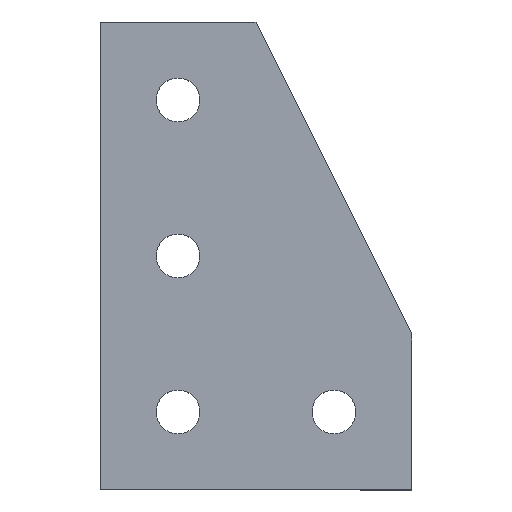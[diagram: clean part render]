
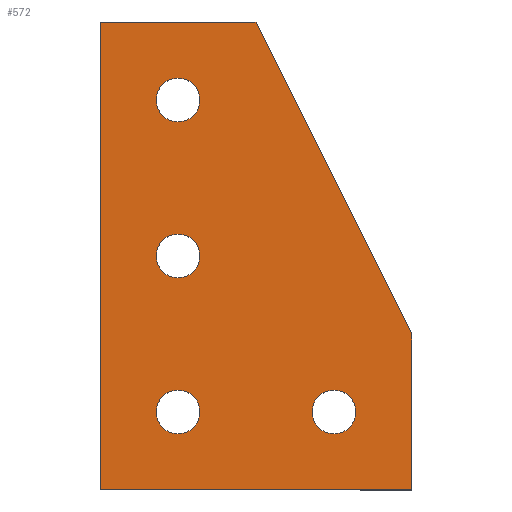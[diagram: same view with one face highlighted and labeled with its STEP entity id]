
A CAD part, top view. The second image highlights one B-rep face of the part: STEP entity #572.
In plain terms, the highlighted planar face has unit normal (0, 0, 1).
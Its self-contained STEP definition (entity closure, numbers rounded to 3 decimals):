
#132=CARTESIAN_POINT('',(0.,2.141,0.188));
#133=VERTEX_POINT('',#132);
#149=CARTESIAN_POINT('',(0.,1.859,0.188));
#150=VERTEX_POINT('',#149);
#157=CARTESIAN_POINT('',(0.,2.0,0.188));
#158=DIRECTION('',(0.0,0.0,-1.0));
#159=DIRECTION('',(0.0,1.0,0.0));
#160=AXIS2_PLACEMENT_3D('',#157,#158,#159);
#161=CIRCLE('',#160,0.141);
#162=EDGE_CURVE('',#133,#150,#161,.T.);
#174=CARTESIAN_POINT('',(0.,1.141,0.188));
#175=VERTEX_POINT('',#174);
#191=CARTESIAN_POINT('',(0.,0.859,0.188));
#192=VERTEX_POINT('',#191);
#199=CARTESIAN_POINT('',(0.,1.0,0.188));
#200=DIRECTION('',(0.0,0.0,-1.0));
#201=DIRECTION('',(0.0,1.0,0.0));
#202=AXIS2_PLACEMENT_3D('',#199,#200,#201);
#203=CIRCLE('',#202,0.141);
#204=EDGE_CURVE('',#175,#192,#203,.T.);
#216=CARTESIAN_POINT('',(1.0,0.141,0.188));
#217=VERTEX_POINT('',#216);
#233=CARTESIAN_POINT('',(1.,-0.141,0.188));
#234=VERTEX_POINT('',#233);
#241=CARTESIAN_POINT('',(1.0,0.,0.188));
#242=DIRECTION('',(0.0,0.0,-1.0));
#243=DIRECTION('',(0.0,1.0,0.0));
#244=AXIS2_PLACEMENT_3D('',#241,#242,#243);
#245=CIRCLE('',#244,0.141);
#246=EDGE_CURVE('',#217,#234,#245,.T.);
#258=CARTESIAN_POINT('',(0.,0.141,0.188));
#259=VERTEX_POINT('',#258);
#275=CARTESIAN_POINT('',(0.,-0.141,0.188));
#276=VERTEX_POINT('',#275);
#283=CARTESIAN_POINT('',(0.,0.0,0.188));
#284=DIRECTION('',(0.0,0.0,-1.0));
#285=DIRECTION('',(0.0,1.0,0.0));
#286=AXIS2_PLACEMENT_3D('',#283,#284,#285);
#287=CIRCLE('',#286,0.141);
#288=EDGE_CURVE('',#259,#276,#287,.T.);
#299=CARTESIAN_POINT('',(0.,0.0,0.188));
#300=DIRECTION('',(0.0,0.0,-1.0));
#301=DIRECTION('',(0.0,1.0,0.0));
#302=AXIS2_PLACEMENT_3D('',#299,#300,#301);
#303=CIRCLE('',#302,0.141);
#304=EDGE_CURVE('',#276,#259,#303,.T.);
#323=CARTESIAN_POINT('',(1.0,0.,0.188));
#324=DIRECTION('',(0.0,0.0,-1.0));
#325=DIRECTION('',(0.0,1.0,0.0));
#326=AXIS2_PLACEMENT_3D('',#323,#324,#325);
#327=CIRCLE('',#326,0.141);
#328=EDGE_CURVE('',#234,#217,#327,.T.);
#347=CARTESIAN_POINT('',(0.,1.0,0.188));
#348=DIRECTION('',(0.0,0.0,-1.0));
#349=DIRECTION('',(0.0,1.0,0.0));
#350=AXIS2_PLACEMENT_3D('',#347,#348,#349);
#351=CIRCLE('',#350,0.141);
#352=EDGE_CURVE('',#192,#175,#351,.T.);
#371=CARTESIAN_POINT('',(0.,2.0,0.188));
#372=DIRECTION('',(0.0,0.0,-1.0));
#373=DIRECTION('',(0.0,1.0,0.0));
#374=AXIS2_PLACEMENT_3D('',#371,#372,#373);
#375=CIRCLE('',#374,0.141);
#376=EDGE_CURVE('',#150,#133,#375,.T.);
#404=CARTESIAN_POINT('',(-0.5,-0.5,0.188));
#405=VERTEX_POINT('',#404);
#412=CARTESIAN_POINT('',(-0.5,2.5,0.188));
#413=VERTEX_POINT('',#412);
#414=CARTESIAN_POINT('',(-0.5,2.5,0.188));
#415=DIRECTION('',(0.0,-1.0,0.0));
#416=VECTOR('',#415,3.0);
#417=LINE('',#414,#416);
#418=EDGE_CURVE('',#413,#405,#417,.T.);
#442=CARTESIAN_POINT('',(1.5,-0.5,0.188));
#443=VERTEX_POINT('',#442);
#450=CARTESIAN_POINT('',(-0.5,-0.5,0.188));
#451=DIRECTION('',(1.0,0.0,0.0));
#452=VECTOR('',#451,2.0);
#453=LINE('',#450,#452);
#454=EDGE_CURVE('',#405,#443,#453,.T.);
#473=CARTESIAN_POINT('',(1.5,0.5,0.188));
#474=VERTEX_POINT('',#473);
#481=CARTESIAN_POINT('',(1.5,-0.5,0.188));
#482=DIRECTION('',(0.0,1.0,0.0));
#483=VECTOR('',#482,1.0);
#484=LINE('',#481,#483);
#485=EDGE_CURVE('',#443,#474,#484,.T.);
#504=CARTESIAN_POINT('',(0.5,2.5,0.188));
#505=VERTEX_POINT('',#504);
#512=CARTESIAN_POINT('',(1.5,0.5,0.188));
#513=DIRECTION('',(-0.447,0.894,0.));
#514=VECTOR('',#513,2.236);
#515=LINE('',#512,#514);
#516=EDGE_CURVE('',#474,#505,#515,.T.);
#534=CARTESIAN_POINT('',(0.5,2.5,0.188));
#535=DIRECTION('',(-1.0,0.0,0.0));
#536=VECTOR('',#535,1.0);
#537=LINE('',#534,#536);
#538=EDGE_CURVE('',#505,#413,#537,.T.);
#544=CARTESIAN_POINT('',(0.5,0.9,0.188));
#545=DIRECTION('',(0.0,0.0,-1.0));
#546=DIRECTION('',(0.0,1.0,0.0));
#547=AXIS2_PLACEMENT_3D('',#544,#545,#546);
#548=PLANE('',#547);
#549=ORIENTED_EDGE('',*,*,#538,.T.);
#550=ORIENTED_EDGE('',*,*,#418,.T.);
#551=ORIENTED_EDGE('',*,*,#454,.T.);
#552=ORIENTED_EDGE('',*,*,#485,.T.);
#553=ORIENTED_EDGE('',*,*,#516,.T.);
#554=EDGE_LOOP('',(#549,#550,#551,#552,#553));
#555=FACE_OUTER_BOUND('',#554,.T.);
#556=ORIENTED_EDGE('',*,*,#304,.T.);
#557=ORIENTED_EDGE('',*,*,#288,.T.);
#558=EDGE_LOOP('',(#556,#557));
#559=FACE_BOUND('',#558,.T.);
#560=ORIENTED_EDGE('',*,*,#328,.T.);
#561=ORIENTED_EDGE('',*,*,#246,.T.);
#562=EDGE_LOOP('',(#560,#561));
#563=FACE_BOUND('',#562,.T.);
#564=ORIENTED_EDGE('',*,*,#352,.T.);
#565=ORIENTED_EDGE('',*,*,#204,.T.);
#566=EDGE_LOOP('',(#564,#565));
#567=FACE_BOUND('',#566,.T.);
#568=ORIENTED_EDGE('',*,*,#376,.T.);
#569=ORIENTED_EDGE('',*,*,#162,.T.);
#570=EDGE_LOOP('',(#568,#569));
#571=FACE_BOUND('',#570,.T.);
#572=ADVANCED_FACE('',(#555,#559,#563,#567,#571),#548,.F.);
